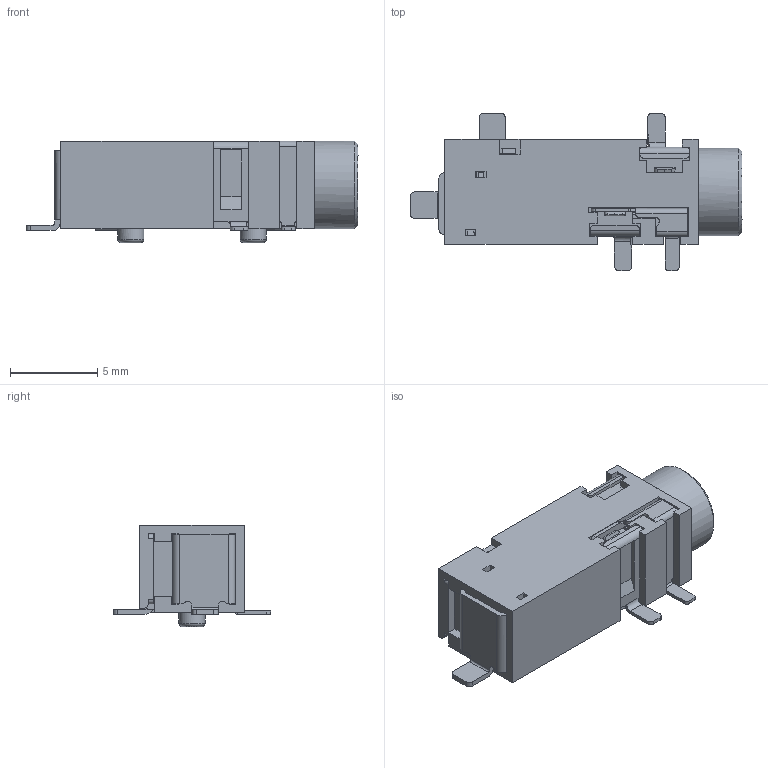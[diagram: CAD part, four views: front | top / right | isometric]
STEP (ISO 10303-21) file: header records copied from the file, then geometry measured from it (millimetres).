
FILE_DESCRIPTION(/* description */ (''),/* implementation_level */ '2;1');
FILE_NAME(/* name */ 'SJ2-3593D-SMT-TR.stp',/* time_stamp */ '2021-01-17T18:24:54+09:00',/* author */ ('nnaka'),/* organization */ (''),/* preprocessor_version */ 'ST-DEVELOPER v17.2',/* originating_system */ 'Autodesk Inventor 2019',/* authorisation */ '');
FILE_SCHEMA (('AUTOMOTIVE_DESIGN { 1 0 10303 214 3 1 1 }'));
Length unit declared in the file: millimetre
Products named in the file (2): SJ2-3593D-SMT-TR; CUI_DEVICES_SJ2-3593D-SMT-TR
Assembly tree (1 placements, depth 2):
  SJ2-3593D-SMT-TR
    CUI_DEVICES_SJ2-3593D-SMT-TR
Bounding box: 19 x 9 x 5.8 mm (x, y, z)
Volume: 333.5 mm3; surface area: 775.7 mm2
Topology: 1 solids, 3 shells, 389 faces, 1133 edges, 745 vertices
Faces by surface type: plane 287, cylinder 98, torus 2, cone 2
Full cylindrical faces by diameter (mm): 1.5 x2, 3.6 x1, 5 x1
Entity records: 13438 total; most frequent: CARTESIAN_POINT 2455, ORIENTED_EDGE 2270, DIRECTION 2138, EDGE_CURVE 1135, LINE 854, VECTOR 854, VERTEX_POINT 746, AXIS2_PLACEMENT_3D 642
